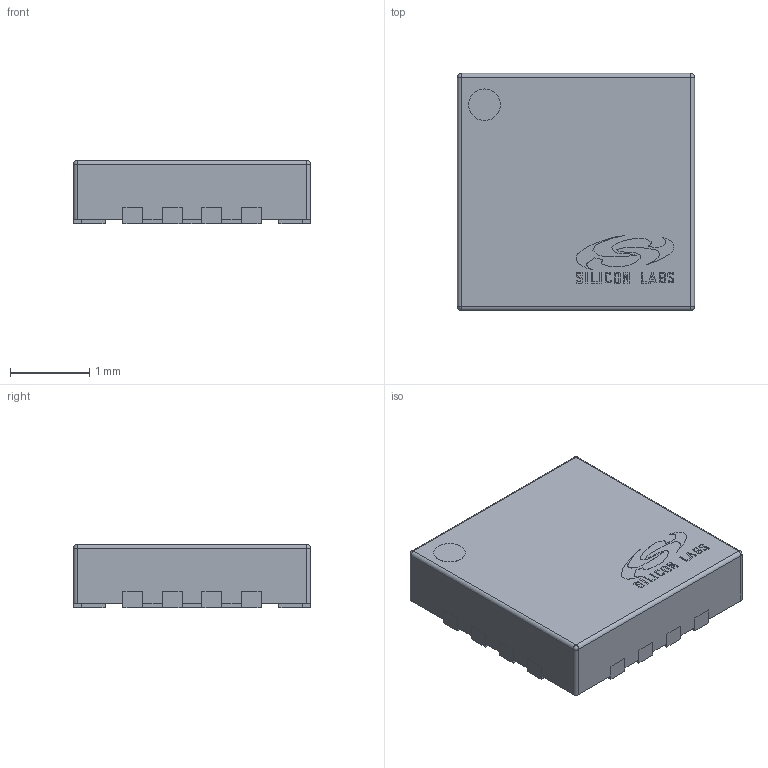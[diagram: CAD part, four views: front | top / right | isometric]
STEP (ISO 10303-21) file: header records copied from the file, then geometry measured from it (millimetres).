
FILE_DESCRIPTION(/* description */ (''),/* implementation_level */ '2;1');
FILE_NAME(/* name */ 'QFN20.stp',/* time_stamp */ '2019-09-17T18:49:00+02:00',/* author */ ('Khaled'),/* organization */ (''),/* preprocessor_version */ 'ST-DEVELOPER v17.2',/* originating_system */ 'Autodesk Inventor 2019',/* authorisation */ '');
FILE_SCHEMA (('AUTOMOTIVE_DESIGN { 1 0 10303 214 3 1 1 }'));
Length unit declared in the file: millimetre
Products named in the file (5): MAX17047G+T10; 1; 2; Silicon Labs; circle
Assembly tree (4 placements, depth 2):
  MAX17047G+T10
    1
    2
    Silicon Labs
    circle
Bounding box: 3 x 3 x 0.8 mm (x, y, z)
Volume: 7 mm3; surface area: 46.4 mm2
Topology: 35 solids, 35 shells, 431 faces, 1056 edges, 700 vertices
Faces by surface type: plane 352, cylinder 75, sphere 4
Full cylindrical faces by diameter (mm): 0.4 x1
Entity records: 12737 total; most frequent: CARTESIAN_POINT 2196, ORIENTED_EDGE 2112, DIRECTION 2086, EDGE_CURVE 1056, LINE 906, VECTOR 906, VERTEX_POINT 700, AXIS2_PLACEMENT_3D 590
